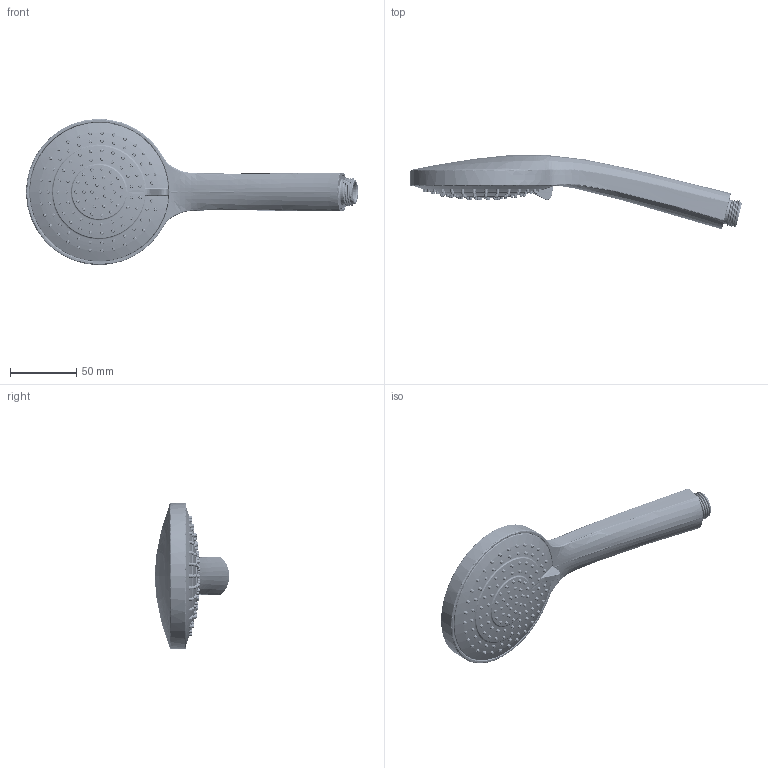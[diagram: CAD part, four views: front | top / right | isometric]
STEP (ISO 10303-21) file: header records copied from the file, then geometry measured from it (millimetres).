
FILE_DESCRIPTION((''),'2;1');
FILE_NAME('ZDOC125CR','2021-11-15T08:41:17',('ut3'),('PAFFONI SpA'),'CREO PARAMETRIC BY PTC INC, 2020044','CREO PARAMETRIC BY PTC INC, 2020044','');
FILE_SCHEMA(('CONFIG_CONTROL_DESIGN','SHAPE_APPEARANCE_LAYERS_GROUPS'));
Length unit declared in the file: millimetre
Products named in the file (1): ZDOC125CR
Bounding box: 249.81 x 56 x 109.93 mm (x, y, z)
Volume: 92133.8 mm3; surface area: 102630.9 mm2
Topology: 2 solids, 2 shells, 3389 faces, 8409 edges, 5295 vertices
Faces by surface type: cone 1341, plane 647, cylinder 586, bspline 363, torus 328, sphere 85, extrusion 31, revolution 8
Entity records: 168675 total; most frequent: CARTESIAN_POINT 67388, ORIENTED_EDGE 16664, DIRECTION 15263, EDGE_CURVE 8332, AXIS2_PLACEMENT_3D 6400, VERTEX_POINT 5295, EDGE_LOOP 4043, PRESENTATION_STYLE_ASSIGNMENT 3428
